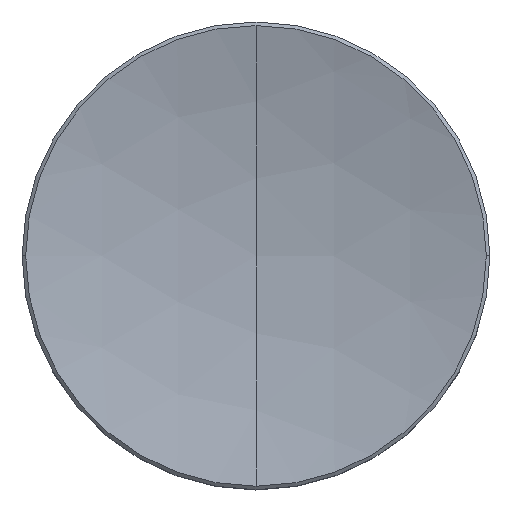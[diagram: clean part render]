
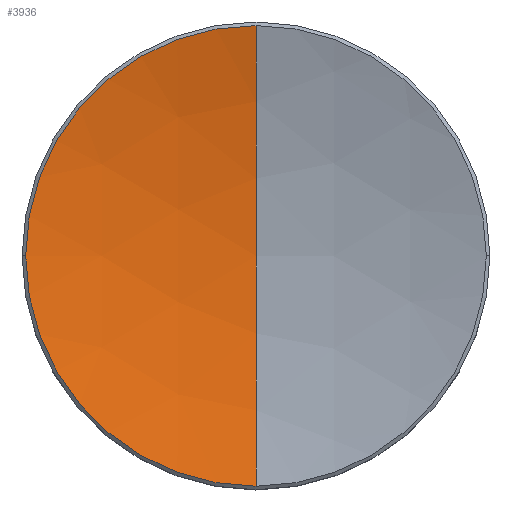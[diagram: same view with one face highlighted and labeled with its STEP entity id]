
A CAD part, top view. The second image highlights one B-rep face of the part: STEP entity #3936.
In plain terms, the highlighted spherical face has radius 50 mm.
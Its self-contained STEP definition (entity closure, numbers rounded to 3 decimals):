
#3799 = VERTEX_POINT ( 'NONE', #5677 ) ;
#3850 = EDGE_LOOP ( 'NONE', ( #3933, #3934, #3916, #3870 ) ) ;
#3866 = EDGE_CURVE ( 'NONE', #3932, #3931, #5528, .T. ) ;
#3867 = EDGE_CURVE ( 'NONE', #3799, #3931, #5578, .T. ) ;
#3870 = ORIENTED_EDGE ( 'NONE', *, *, #3867, .F. ) ;
#3916 = ORIENTED_EDGE ( 'NONE', *, *, #3866, .T. ) ;
#3919 = VERTEX_POINT ( 'NONE', #6176 ) ;
#3930 = EDGE_CURVE ( 'NONE', #3799, #3919, #6530, .T. ) ;
#3931 = VERTEX_POINT ( 'NONE', #6538 ) ;
#3932 = VERTEX_POINT ( 'NONE', #6524 ) ;
#3933 = ORIENTED_EDGE ( 'NONE', *, *, #3930, .T. ) ;
#3934 = ORIENTED_EDGE ( 'NONE', *, *, #3937, .T. ) ;
#3936 = ADVANCED_FACE ( 'NONE', ( #6522 ), #6557, .F. ) ;
#3937 = EDGE_CURVE ( 'NONE', #3919, #3932, #6365, .T. ) ;
#5390 = DIRECTION ( 'NONE',  ( 0., 0., 1. ) ) ;
#5404 = DIRECTION ( 'NONE',  ( 0., 1., 0. ) ) ;
#5413 = AXIS2_PLACEMENT_3D ( 'NONE', #5539, #5538, #5404 ) ;
#5465 = AXIS2_PLACEMENT_3D ( 'NONE', #5571, #5570, #5390 ) ;
#5528 = CIRCLE ( 'NONE', #5413, 50. ) ;
#5538 = DIRECTION ( 'NONE',  ( 1., 0., 0. ) ) ;
#5539 = CARTESIAN_POINT ( 'NONE',  ( 0., 0., 53. ) ) ;
#5570 = DIRECTION ( 'NONE',  ( -1., 0., 0. ) ) ;
#5571 = CARTESIAN_POINT ( 'NONE',  ( 0., 0., 53. ) ) ;
#5578 = CIRCLE ( 'NONE', #5465, 50. ) ;
#5677 = CARTESIAN_POINT ( 'NONE',  ( 0., 12.506, 4.589 ) ) ;
#6176 = CARTESIAN_POINT ( 'NONE',  ( -12.506, 0., 4.589 ) ) ;
#6362 = DIRECTION ( 'NONE',  ( 1., 0., 0. ) ) ;
#6363 = DIRECTION ( 'NONE',  ( 0., 0., 1. ) ) ;
#6364 = AXIS2_PLACEMENT_3D ( 'NONE', #6368, #6363, #6362 ) ;
#6365 = CIRCLE ( 'NONE', #6364, 12.506 ) ;
#6367 = DIRECTION ( 'NONE',  ( 0., 1., 0. ) ) ;
#6368 = CARTESIAN_POINT ( 'NONE',  ( 0., 0., 4.589 ) ) ;
#6370 = DIRECTION ( 'NONE',  ( 1., 0., 0. ) ) ;
#6371 = CARTESIAN_POINT ( 'NONE',  ( 0., 0., 53. ) ) ;
#6522 = FACE_OUTER_BOUND ( 'NONE', #3850, .T. ) ;
#6524 = CARTESIAN_POINT ( 'NONE',  ( 0., -12.506, 4.589 ) ) ;
#6530 = CIRCLE ( 'NONE', #6539, 12.506 ) ;
#6533 = CARTESIAN_POINT ( 'NONE',  ( 0., 0., 4.589 ) ) ;
#6535 = AXIS2_PLACEMENT_3D ( 'NONE', #6371, #6370, #6367 ) ;
#6538 = CARTESIAN_POINT ( 'NONE',  ( 0., 0., 3. ) ) ;
#6539 = AXIS2_PLACEMENT_3D ( 'NONE', #6533, #6550, #6542 ) ;
#6542 = DIRECTION ( 'NONE',  ( 1., 0., 0. ) ) ;
#6550 = DIRECTION ( 'NONE',  ( 0., 0., 1. ) ) ;
#6557 = SPHERICAL_SURFACE ( 'NONE', #6535, 50. ) ;
